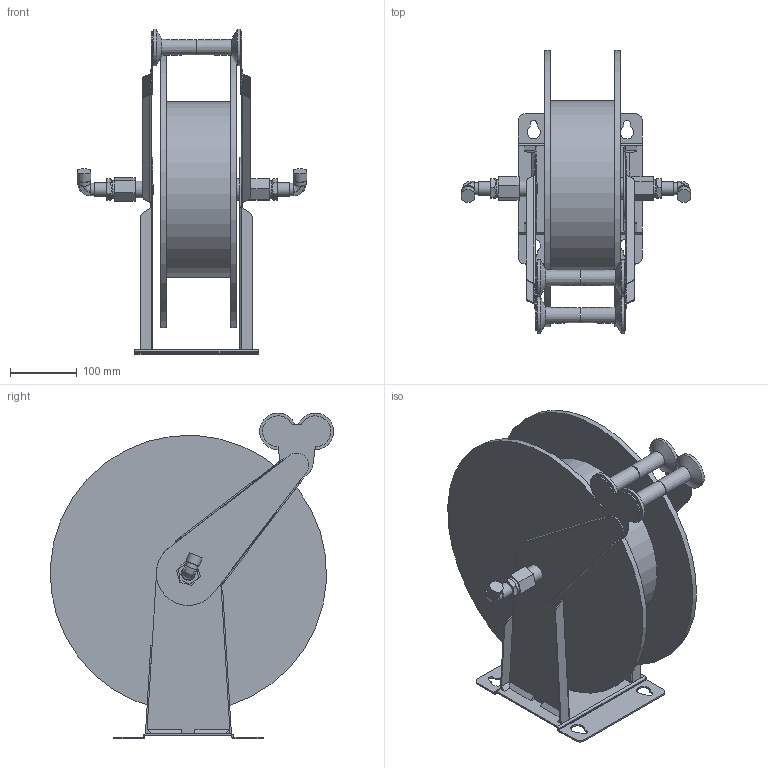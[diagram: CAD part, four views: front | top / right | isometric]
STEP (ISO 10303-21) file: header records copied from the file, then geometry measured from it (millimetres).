
FILE_DESCRIPTION(/* description */ ('Unknown'),/* implementation_level */ '2;1');
FILE_NAME(/* name */ '8430.5000',/* time_stamp */ '2016-07-19T09:58:25+02:00',/* author */ ('Unknown'),/* organization */ ('Unknown'),/* preprocessor_version */ 'ST-DEVELOPER v16.7',/* originating_system */ 'DEX',/* authorisation */ $);
FILE_SCHEMA (('AUTOMOTIVE_DESIGN {1 0 10303 214 3 1 1}'));
Length unit declared in the file: millimetre
Products named in the file (11): 8430.5000; F587; F589; KC408; I214; F583; KC378; B938; B910; S501; B155
Assembly tree (16 placements, depth 2):
  8430.5000
    F587
    F589
    KC408
    I214  x4
    F583  x2
    KC378
    B938
    B910
    S501  x2
    B155  x2
Bounding box: 345.25 x 425.28 x 489.38 mm (x, y, z)
Volume: 8213423 mm3; surface area: 961344.9 mm2
Topology: 16 solids, 16 shells, 331 faces, 803 edges, 503 vertices
Faces by surface type: plane 199, cylinder 92, bspline 22, cone 18
Full cylindrical faces by diameter (mm): 15.9 x1, 18.7 x4, 20.9 x4, 25 x1, 26.75 x2, 31.98 x1, 264 x1, 415 x2
Entity records: 8993 total; most frequent: CARTESIAN_POINT 2192, ORIENTED_EDGE 1308, DIRECTION 1280, EDGE_CURVE 654, LINE 462, VECTOR 462, VERTEX_POINT 417, AXIS2_PLACEMENT_3D 409
